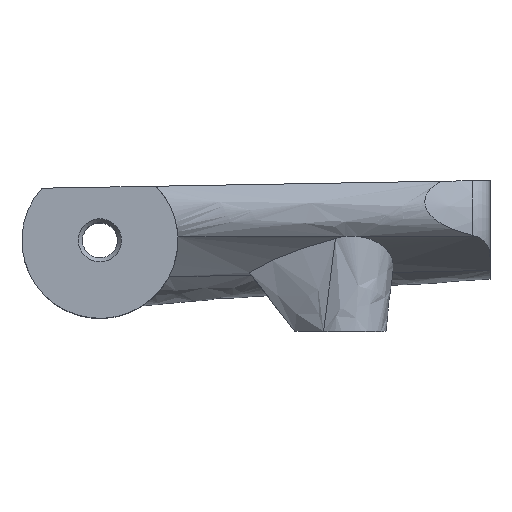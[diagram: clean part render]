
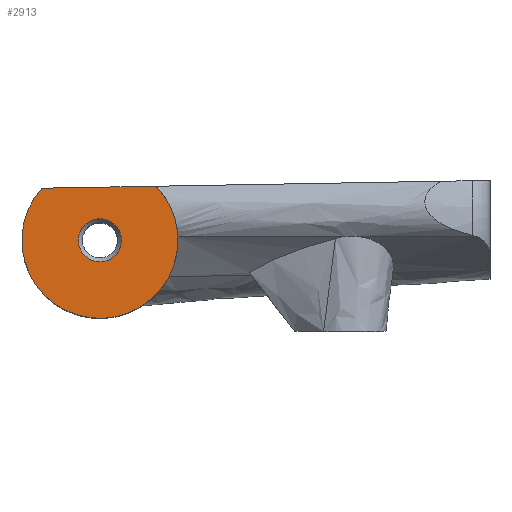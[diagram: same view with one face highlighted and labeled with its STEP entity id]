
A CAD part, top view. The second image highlights one B-rep face of the part: STEP entity #2913.
In plain terms, the highlighted planar face has unit normal (0, 0, 1).
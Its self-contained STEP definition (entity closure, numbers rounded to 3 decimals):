
#89 = CYLINDRICAL_SURFACE('',#90,6.);
#90 = AXIS2_PLACEMENT_3D('',#91,#92,#93);
#91 = CARTESIAN_POINT('',(12.,33.,268.05));
#92 = DIRECTION('',(0.,0.,-1.));
#93 = DIRECTION('',(1.,0.,0.));
#342 = PLANE('',#343);
#343 = AXIS2_PLACEMENT_3D('',#344,#345,#346);
#344 = CARTESIAN_POINT('',(7.,37.,0.));
#345 = DIRECTION('',(-0.018,1.,
    0.));
#346 = DIRECTION('',(1.,0.018,0.
    ));
#849 = VERTEX_POINT('',#850);
#850 = CARTESIAN_POINT('',(7.536,37.009,282.95));
#872 = EDGE_CURVE('',#849,#873,#875,.T.);
#873 = VERTEX_POINT('',#874);
#874 = CARTESIAN_POINT('',(16.32,37.164,282.95));
#875 = SURFACE_CURVE('',#876,(#880,#886),.PCURVE_S1.);
#876 = LINE('',#877,#878);
#877 = CARTESIAN_POINT('',(9.464,37.043,282.95));
#878 = VECTOR('',#879,1.);
#879 = DIRECTION('',(1.,0.018,0.
    ));
#880 = PCURVE('',#342,#881);
#881 = DEFINITIONAL_REPRESENTATION('',(#882),#885);
#882 = B_SPLINE_CURVE_WITH_KNOTS('',1,(#883,#884),.UNSPECIFIED.,.F.,.F.,
  (2,2),(-2.465,8.537),.PIECEWISE_BEZIER_KNOTS.);
#883 = CARTESIAN_POINT('',(0.,-282.95));
#884 = CARTESIAN_POINT('',(11.002,-282.95));
#885 = ( GEOMETRIC_REPRESENTATION_CONTEXT(2) 
PARAMETRIC_REPRESENTATION_CONTEXT() REPRESENTATION_CONTEXT('2D SPACE',''
  ) );
#886 = PCURVE('',#887,#892);
#887 = PLANE('',#888);
#888 = AXIS2_PLACEMENT_3D('',#889,#890,#891);
#889 = CARTESIAN_POINT('',(12.,33.,282.95));
#890 = DIRECTION('',(0.,0.,-1.));
#891 = DIRECTION('',(0.,1.,0.));
#892 = DEFINITIONAL_REPRESENTATION('',(#893),#896);
#893 = B_SPLINE_CURVE_WITH_KNOTS('',1,(#894,#895),.UNSPECIFIED.,.F.,.F.,
  (2,2),(-2.465,8.537),.PIECEWISE_BEZIER_KNOTS.);
#894 = CARTESIAN_POINT('',(4.,-5.));
#895 = CARTESIAN_POINT('',(4.193,6.));
#896 = ( GEOMETRIC_REPRESENTATION_CONTEXT(2) 
PARAMETRIC_REPRESENTATION_CONTEXT() REPRESENTATION_CONTEXT('2D SPACE',''
  ) );
#1742 = EDGE_CURVE('',#849,#1743,#1745,.T.);
#1743 = VERTEX_POINT('',#1744);
#1744 = CARTESIAN_POINT('',(18.,33.,282.95));
#1745 = SURFACE_CURVE('',#1746,(#1751,#1758),.PCURVE_S1.);
#1746 = CIRCLE('',#1747,6.);
#1747 = AXIS2_PLACEMENT_3D('',#1748,#1749,#1750);
#1748 = CARTESIAN_POINT('',(12.,33.,282.95));
#1749 = DIRECTION('',(0.,0.,1.));
#1750 = DIRECTION('',(1.,0.,0.));
#1751 = PCURVE('',#89,#1752);
#1752 = DEFINITIONAL_REPRESENTATION('',(#1753),#1757);
#1753 = LINE('',#1754,#1755);
#1754 = CARTESIAN_POINT('',(0.,-14.9));
#1755 = VECTOR('',#1756,1.);
#1756 = DIRECTION('',(-1.,0.));
#1757 = ( GEOMETRIC_REPRESENTATION_CONTEXT(2) 
PARAMETRIC_REPRESENTATION_CONTEXT() REPRESENTATION_CONTEXT('2D SPACE',''
  ) );
#1758 = PCURVE('',#887,#1759);
#1759 = DEFINITIONAL_REPRESENTATION('',(#1760),#1768);
#1760 = ( BOUNDED_CURVE() B_SPLINE_CURVE(2,(#1761,#1762,#1763,#1764,
#1765,#1766,#1767),.UNSPECIFIED.,.T.,.F.) B_SPLINE_CURVE_WITH_KNOTS((1,2
    ,2,2,2,1),(-2.094,0.,2.094,4.189,
6.283,8.378),.UNSPECIFIED.) CURVE() 
GEOMETRIC_REPRESENTATION_ITEM() RATIONAL_B_SPLINE_CURVE((1.,0.5,1.,0.5,
1.,0.5,1.)) REPRESENTATION_ITEM('') );
#1761 = CARTESIAN_POINT('',(0.,6.));
#1762 = CARTESIAN_POINT('',(10.392,6.));
#1763 = CARTESIAN_POINT('',(5.196,-3.));
#1764 = CARTESIAN_POINT('',(0.,-12.));
#1765 = CARTESIAN_POINT('',(-5.196,-3.));
#1766 = CARTESIAN_POINT('',(-10.392,6.));
#1767 = CARTESIAN_POINT('',(0.,6.));
#1768 = ( GEOMETRIC_REPRESENTATION_CONTEXT(2) 
PARAMETRIC_REPRESENTATION_CONTEXT() REPRESENTATION_CONTEXT('2D SPACE',''
  ) );
#1770 = EDGE_CURVE('',#1743,#873,#1771,.T.);
#1771 = SURFACE_CURVE('',#1772,(#1777,#1784),.PCURVE_S1.);
#1772 = CIRCLE('',#1773,6.);
#1773 = AXIS2_PLACEMENT_3D('',#1774,#1775,#1776);
#1774 = CARTESIAN_POINT('',(12.,33.,282.95));
#1775 = DIRECTION('',(0.,0.,1.));
#1776 = DIRECTION('',(1.,0.,0.));
#1777 = PCURVE('',#89,#1778);
#1778 = DEFINITIONAL_REPRESENTATION('',(#1779),#1783);
#1779 = LINE('',#1780,#1781);
#1780 = CARTESIAN_POINT('',(-6.283,-14.9));
#1781 = VECTOR('',#1782,1.);
#1782 = DIRECTION('',(-1.,0.));
#1783 = ( GEOMETRIC_REPRESENTATION_CONTEXT(2) 
PARAMETRIC_REPRESENTATION_CONTEXT() REPRESENTATION_CONTEXT('2D SPACE',''
  ) );
#1784 = PCURVE('',#887,#1785);
#1785 = DEFINITIONAL_REPRESENTATION('',(#1786),#1794);
#1786 = ( BOUNDED_CURVE() B_SPLINE_CURVE(2,(#1787,#1788,#1789,#1790,
#1791,#1792,#1793),.UNSPECIFIED.,.T.,.F.) B_SPLINE_CURVE_WITH_KNOTS((1,2
    ,2,2,2,1),(-2.094,0.,2.094,4.189,
6.283,8.378),.UNSPECIFIED.) CURVE() 
GEOMETRIC_REPRESENTATION_ITEM() RATIONAL_B_SPLINE_CURVE((1.,0.5,1.,0.5,
1.,0.5,1.)) REPRESENTATION_ITEM('') );
#1787 = CARTESIAN_POINT('',(0.,6.));
#1788 = CARTESIAN_POINT('',(10.392,6.));
#1789 = CARTESIAN_POINT('',(5.196,-3.));
#1790 = CARTESIAN_POINT('',(0.,-12.));
#1791 = CARTESIAN_POINT('',(-5.196,-3.));
#1792 = CARTESIAN_POINT('',(-10.392,6.));
#1793 = CARTESIAN_POINT('',(0.,6.));
#1794 = ( GEOMETRIC_REPRESENTATION_CONTEXT(2) 
PARAMETRIC_REPRESENTATION_CONTEXT() REPRESENTATION_CONTEXT('2D SPACE',''
  ) );
#2913 = ADVANCED_FACE('',(#2914,#2919),#887,.F.);
#2914 = FACE_BOUND('',#2915,.F.);
#2915 = EDGE_LOOP('',(#2916,#2917,#2918));
#2916 = ORIENTED_EDGE('',*,*,#1770,.F.);
#2917 = ORIENTED_EDGE('',*,*,#1742,.F.);
#2918 = ORIENTED_EDGE('',*,*,#872,.T.);
#2919 = FACE_BOUND('',#2920,.F.);
#2920 = EDGE_LOOP('',(#2921));
#2921 = ORIENTED_EDGE('',*,*,#2922,.T.);
#2922 = EDGE_CURVE('',#2923,#2923,#2925,.T.);
#2923 = VERTEX_POINT('',#2924);
#2924 = CARTESIAN_POINT('',(13.658,33.,282.95));
#2925 = SURFACE_CURVE('',#2926,(#2931,#2942),.PCURVE_S1.);
#2926 = CIRCLE('',#2927,1.658);
#2927 = AXIS2_PLACEMENT_3D('',#2928,#2929,#2930);
#2928 = CARTESIAN_POINT('',(12.,33.,282.95));
#2929 = DIRECTION('',(0.,0.,1.));
#2930 = DIRECTION('',(1.,0.,0.));
#2931 = PCURVE('',#887,#2932);
#2932 = DEFINITIONAL_REPRESENTATION('',(#2933),#2941);
#2933 = ( BOUNDED_CURVE() B_SPLINE_CURVE(2,(#2934,#2935,#2936,#2937,
#2938,#2939,#2940),.UNSPECIFIED.,.T.,.F.) B_SPLINE_CURVE_WITH_KNOTS((1,2
    ,2,2,2,1),(-2.094,0.,2.094,4.189,
6.283,8.378),.UNSPECIFIED.) CURVE() 
GEOMETRIC_REPRESENTATION_ITEM() RATIONAL_B_SPLINE_CURVE((1.,0.5,1.,0.5,
1.,0.5,1.)) REPRESENTATION_ITEM('') );
#2934 = CARTESIAN_POINT('',(0.,1.658));
#2935 = CARTESIAN_POINT('',(2.872,1.658));
#2936 = CARTESIAN_POINT('',(1.436,-0.829));
#2937 = CARTESIAN_POINT('',(0.,-3.316));
#2938 = CARTESIAN_POINT('',(-1.436,-0.829));
#2939 = CARTESIAN_POINT('',(-2.872,1.658));
#2940 = CARTESIAN_POINT('',(0.,1.658));
#2941 = ( GEOMETRIC_REPRESENTATION_CONTEXT(2) 
PARAMETRIC_REPRESENTATION_CONTEXT() REPRESENTATION_CONTEXT('2D SPACE',''
  ) );
#2942 = PCURVE('',#2943,#2948);
#2943 = CONICAL_SURFACE('',#2944,1.35,0.698);
#2944 = AXIS2_PLACEMENT_3D('',#2945,#2946,#2947);
#2945 = CARTESIAN_POINT('',(12.,33.,282.583));
#2946 = DIRECTION('',(0.,0.,1.));
#2947 = DIRECTION('',(1.,0.,0.));
#2948 = DEFINITIONAL_REPRESENTATION('',(#2949),#2953);
#2949 = LINE('',#2950,#2951);
#2950 = CARTESIAN_POINT('',(-6.283,0.367));
#2951 = VECTOR('',#2952,1.);
#2952 = DIRECTION('',(1.,-0.));
#2953 = ( GEOMETRIC_REPRESENTATION_CONTEXT(2) 
PARAMETRIC_REPRESENTATION_CONTEXT() REPRESENTATION_CONTEXT('2D SPACE',''
  ) );
